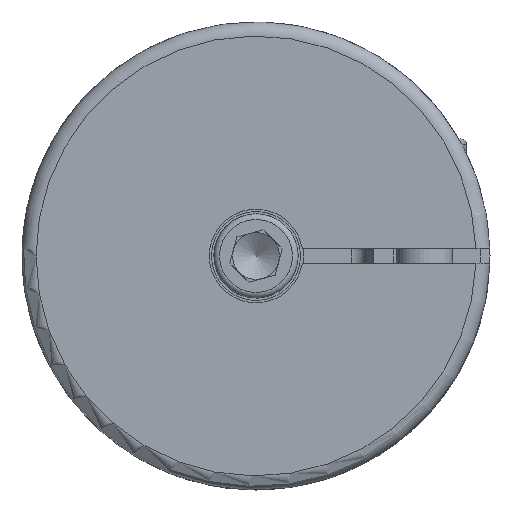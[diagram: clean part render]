
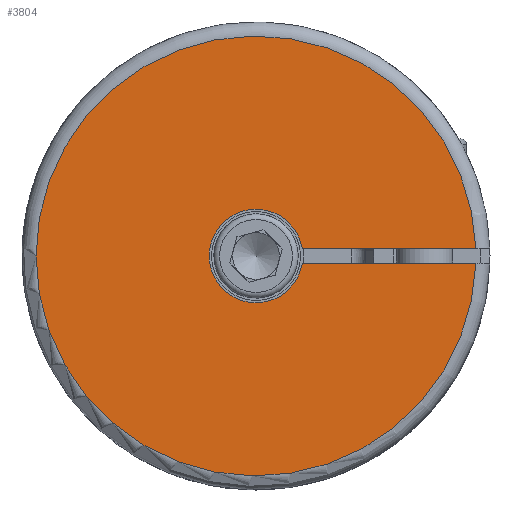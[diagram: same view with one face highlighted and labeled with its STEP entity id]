
A CAD part, left-side view. The second image highlights one B-rep face of the part: STEP entity #3804.
In plain terms, the highlighted planar face has unit normal (-1, 0, 0).
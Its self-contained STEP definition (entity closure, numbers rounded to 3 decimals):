
#106=LINE('',#5790,#276);
#110=LINE('',#5807,#280);
#276=VECTOR('',#4541,1000.);
#280=VECTOR('',#4549,1000.);
#859=ORIENTED_EDGE('',*,*,#1967,.F.);
#860=ORIENTED_EDGE('',*,*,#1844,.T.);
#861=ORIENTED_EDGE('',*,*,#1965,.T.);
#862=ORIENTED_EDGE('',*,*,#1850,.T.);
#1844=EDGE_CURVE('',#2430,#2433,#106,.T.);
#1850=EDGE_CURVE('',#2436,#2439,#110,.T.);
#1965=EDGE_CURVE('',#2433,#2436,#2874,.T.);
#1967=EDGE_CURVE('',#2430,#2439,#2876,.T.);
#2430=VERTEX_POINT('',#5779);
#2433=VERTEX_POINT('',#5789);
#2436=VERTEX_POINT('',#5800);
#2439=VERTEX_POINT('',#5806);
#2874=CIRCLE('',#4101,47.);
#2876=CIRCLE('',#4104,10.);
#3147=EDGE_LOOP('',(#859,#860,#861,#862));
#3442=FACE_BOUND('',#3147,.T.);
#3701=PLANE('',#4103);
#3804=ADVANCED_FACE('',(#3442),#3701,.T.);
#4101=AXIS2_PLACEMENT_3D('',#6132,#4750,#4751);
#4103=AXIS2_PLACEMENT_3D('',#6134,#4754,#4755);
#4104=AXIS2_PLACEMENT_3D('',#6135,#4756,#4757);
#4541=DIRECTION('',(0.,-1.,0.));
#4549=DIRECTION('',(0.,1.,0.));
#4750=DIRECTION('',(-1.,0.,0.));
#4751=DIRECTION('',(0.,0.,1.));
#4754=DIRECTION('',(-1.,0.,0.));
#4755=DIRECTION('',(0.,0.,1.));
#4756=DIRECTION('',(-1.,0.,0.));
#4757=DIRECTION('',(0.,0.,1.));
#5779=CARTESIAN_POINT('',(0.,-9.887,1.5));
#5789=CARTESIAN_POINT('',(0.,-46.976,1.5));
#5790=CARTESIAN_POINT('',(0.,0.,1.5));
#5800=CARTESIAN_POINT('',(0.,-46.976,-1.5));
#5806=CARTESIAN_POINT('',(0.,-9.887,-1.5));
#5807=CARTESIAN_POINT('',(0.,0.,-1.5));
#6132=CARTESIAN_POINT('',(0.,0.,0.));
#6134=CARTESIAN_POINT('',(0.,0.,10.));
#6135=CARTESIAN_POINT('',(0.,0.,0.));
